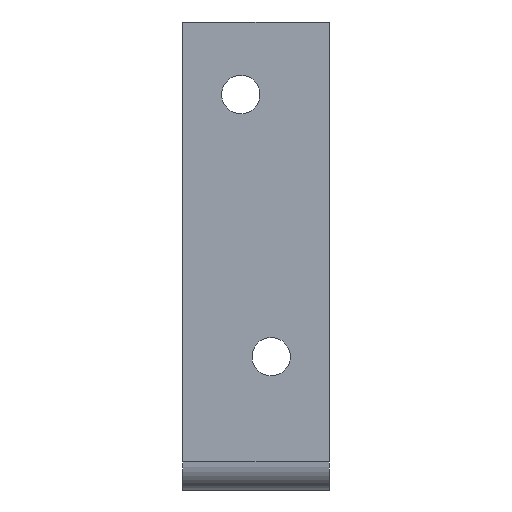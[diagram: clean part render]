
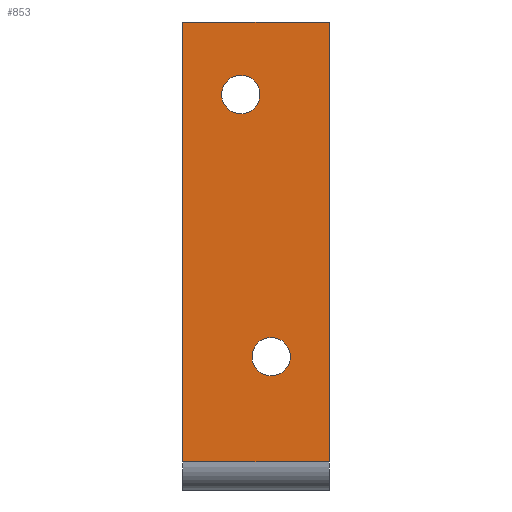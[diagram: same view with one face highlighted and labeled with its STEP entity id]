
A CAD part, left-side view. The second image highlights one B-rep face of the part: STEP entity #853.
In plain terms, the highlighted planar face has unit normal (-1, 0, 0).
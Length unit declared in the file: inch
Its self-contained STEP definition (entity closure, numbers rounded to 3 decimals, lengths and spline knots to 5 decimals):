
#10 = FACE_BOUND ( 'NONE', #837, .T. ) ;
#20 = CARTESIAN_POINT ( 'NONE',  ( 0., 0.065, 1.772 ) ) ;
#24 = CARTESIAN_POINT ( 'NONE',  ( 0., 0.3125, 2. ) ) ;
#26 = EDGE_LOOP ( 'NONE', ( #347, #216 ) ) ;
#61 = DIRECTION ( 'NONE',  ( 0., 0., 1. ) ) ;
#80 = ORIENTED_EDGE ( 'NONE', *, *, #860, .T. ) ;
#110 = DIRECTION ( 'NONE',  ( 1., 0., 0. ) ) ;
#135 = CIRCLE ( 'NONE', #484, 0.082 ) ;
#141 = CARTESIAN_POINT ( 'NONE',  ( 0., -0.065, 0.652 ) ) ;
#144 = CARTESIAN_POINT ( 'NONE',  ( 0., 0.3125, 0.12 ) ) ;
#160 = VERTEX_POINT ( 'NONE', #325 ) ;
#175 = DIRECTION ( 'NONE',  ( 1., 0., 0. ) ) ;
#201 = CARTESIAN_POINT ( 'NONE',  ( 0., 0.3125, 2. ) ) ;
#216 = ORIENTED_EDGE ( 'NONE', *, *, #742, .T. ) ;
#233 = ORIENTED_EDGE ( 'NONE', *, *, #667, .F. ) ;
#266 = VECTOR ( 'NONE', #648, 39.37008 ) ;
#267 = CARTESIAN_POINT ( 'NONE',  ( 0., -0.065, 0.57 ) ) ;
#270 = DIRECTION ( 'NONE',  ( 1., 0., 0. ) ) ;
#274 = DIRECTION ( 'NONE',  ( 0., 0., 1. ) ) ;
#303 = VECTOR ( 'NONE', #673, 39.37008 ) ;
#311 = CIRCLE ( 'NONE', #381, 0.082 ) ;
#318 = VERTEX_POINT ( 'NONE', #144 ) ;
#322 = FACE_BOUND ( 'NONE', #26, .T. ) ;
#323 = VERTEX_POINT ( 'NONE', #141 ) ;
#325 = CARTESIAN_POINT ( 'NONE',  ( 0., -0.3125, 2. ) ) ;
#339 = AXIS2_PLACEMENT_3D ( 'NONE', #267, #270, #274 ) ;
#347 = ORIENTED_EDGE ( 'NONE', *, *, #792, .T. ) ;
#357 = VERTEX_POINT ( 'NONE', #20 ) ;
#373 = ORIENTED_EDGE ( 'NONE', *, *, #525, .T. ) ;
#381 = AXIS2_PLACEMENT_3D ( 'NONE', #435, #175, #61 ) ;
#382 = AXIS2_PLACEMENT_3D ( 'NONE', #625, #646, #647 ) ;
#387 = CIRCLE ( 'NONE', #497, 0.082 ) ;
#397 = VERTEX_POINT ( 'NONE', #24 ) ;
#410 = ORIENTED_EDGE ( 'NONE', *, *, #729, .T. ) ;
#435 = CARTESIAN_POINT ( 'NONE',  ( 0., 0.065, 1.69 ) ) ;
#437 = CARTESIAN_POINT ( 'NONE',  ( 0., -0.065, 0.488 ) ) ;
#462 = LINE ( 'NONE', #645, #266 ) ;
#466 = CARTESIAN_POINT ( 'NONE',  ( 0., -0.065, 0.57 ) ) ;
#472 = VECTOR ( 'NONE', #628, 39.37008 ) ;
#479 = DIRECTION ( 'NONE',  ( 1., 0., 0. ) ) ;
#484 = AXIS2_PLACEMENT_3D ( 'NONE', #506, #110, #577 ) ;
#485 = DIRECTION ( 'NONE',  ( 0., 0., 1. ) ) ;
#496 = LINE ( 'NONE', #651, #472 ) ;
#497 = AXIS2_PLACEMENT_3D ( 'NONE', #466, #479, #485 ) ;
#506 = CARTESIAN_POINT ( 'NONE',  ( 0., 0.065, 1.69 ) ) ;
#525 = EDGE_CURVE ( 'NONE', #357, #758, #135, .T. ) ;
#534 = EDGE_CURVE ( 'NONE', #160, #694, #462, .T. ) ;
#553 = VECTOR ( 'NONE', #869, 39.37008 ) ;
#566 = ORIENTED_EDGE ( 'NONE', *, *, #862, .T. ) ;
#577 = DIRECTION ( 'NONE',  ( 0., 0., 1. ) ) ;
#604 = PLANE ( 'NONE',  #382 ) ;
#625 = CARTESIAN_POINT ( 'NONE',  ( 0., 0.3125, 2. ) ) ;
#626 = CIRCLE ( 'NONE', #339, 0.082 ) ;
#628 = DIRECTION ( 'NONE',  ( 0., 0., -1. ) ) ;
#639 = EDGE_LOOP ( 'NONE', ( #735, #233, #566, #80 ) ) ;
#645 = CARTESIAN_POINT ( 'NONE',  ( 0., -0.3125, 2. ) ) ;
#646 = DIRECTION ( 'NONE',  ( -1., 0., 0. ) ) ;
#647 = DIRECTION ( 'NONE',  ( 0., 0., 1. ) ) ;
#648 = DIRECTION ( 'NONE',  ( 0., 0., -1. ) ) ;
#649 = CARTESIAN_POINT ( 'NONE',  ( 0., -0.3125, 0.12 ) ) ;
#651 = CARTESIAN_POINT ( 'NONE',  ( 0., 0.3125, 2. ) ) ;
#667 = EDGE_CURVE ( 'NONE', #397, #160, #744, .T. ) ;
#669 = CARTESIAN_POINT ( 'NONE',  ( 0., 0.3125, 0.12 ) ) ;
#673 = DIRECTION ( 'NONE',  ( 0., -1., 0. ) ) ;
#685 = FACE_OUTER_BOUND ( 'NONE', #639, .T. ) ;
#694 = VERTEX_POINT ( 'NONE', #649 ) ;
#729 = EDGE_CURVE ( 'NONE', #758, #357, #311, .T. ) ;
#735 = ORIENTED_EDGE ( 'NONE', *, *, #534, .F. ) ;
#742 = EDGE_CURVE ( 'NONE', #323, #801, #626, .T. ) ;
#744 = LINE ( 'NONE', #201, #553 ) ;
#758 = VERTEX_POINT ( 'NONE', #847 ) ;
#792 = EDGE_CURVE ( 'NONE', #801, #323, #387, .T. ) ;
#801 = VERTEX_POINT ( 'NONE', #437 ) ;
#837 = EDGE_LOOP ( 'NONE', ( #410, #373 ) ) ;
#847 = CARTESIAN_POINT ( 'NONE',  ( 0., 0.065, 1.608 ) ) ;
#853 = ADVANCED_FACE ( 'NONE', ( #322, #10, #685 ), #604, .T. ) ;
#857 = LINE ( 'NONE', #669, #303 ) ;
#860 = EDGE_CURVE ( 'NONE', #318, #694, #857, .T. ) ;
#862 = EDGE_CURVE ( 'NONE', #397, #318, #496, .T. ) ;
#869 = DIRECTION ( 'NONE',  ( 0., -1., 0. ) ) ;
